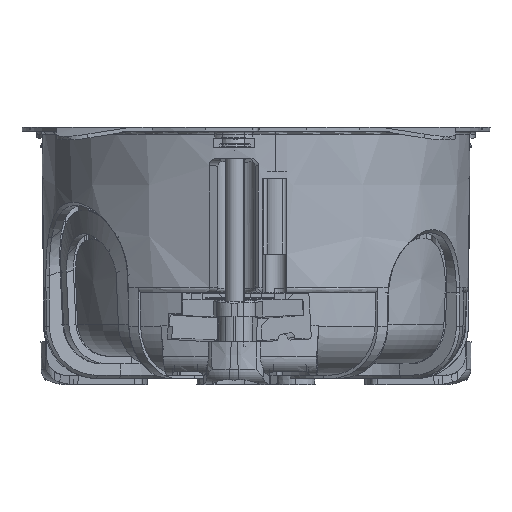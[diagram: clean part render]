
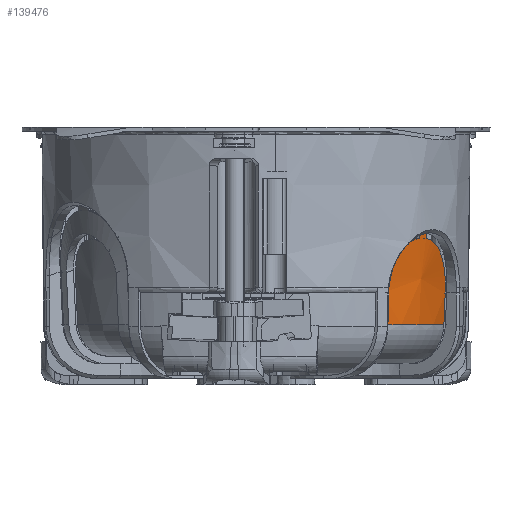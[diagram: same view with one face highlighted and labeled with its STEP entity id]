
A CAD part, left-side view. The second image highlights one B-rep face of the part: STEP entity #139476.
In plain terms, the highlighted conical face has half-angle 3 degrees and reference radius 31.029 mm.
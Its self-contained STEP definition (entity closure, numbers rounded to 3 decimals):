
#139405=AXIS2_PLACEMENT_3D('Cone Axis2P3D',#139402,#139403,#139404) ;
#139436=AXIS2_PLACEMENT_3D('Circle Axis2P3D',#139434,#139435,$) ;
#75235=CARTESIAN_POINT('Vertex',(-18.514,-25.838,-16.092)) ;
#75317=CARTESIAN_POINT('Vertex',(-17.021,-26.845,-16.092)) ;
#114202=CARTESIAN_POINT('Control Point',(-17.021,-26.845,-16.092)) ;
#114203=CARTESIAN_POINT('Control Point',(-17.529,-26.526,-16.036)) ;
#114204=CARTESIAN_POINT('Control Point',(-18.028,-26.19,-16.036)) ;
#114205=CARTESIAN_POINT('Control Point',(-18.514,-25.838,-16.092)) ;
#114224=CARTESIAN_POINT('Control Point',(-18.496,-25.799,-16.897)) ;
#114225=CARTESIAN_POINT('Control Point',(-18.505,-25.818,-16.494)) ;
#114226=CARTESIAN_POINT('Control Point',(-18.514,-25.838,-16.092)) ;
#114227=CARTESIAN_POINT('Vertex',(-18.496,-25.799,-16.897)) ;
#114276=CARTESIAN_POINT('Vertex',(-16.991,-26.813,-16.897)) ;
#114302=CARTESIAN_POINT('Control Point',(-16.991,-26.813,-16.897)) ;
#114303=CARTESIAN_POINT('Control Point',(-17.006,-26.829,-16.494)) ;
#114304=CARTESIAN_POINT('Control Point',(-17.021,-26.845,-16.092)) ;
#139402=CARTESIAN_POINT('Axis2P3D Location',(0.,0.,-30.54)) ;
#139408=CARTESIAN_POINT('Control Point',(-24.119,-19.934,-25.546)) ;
#139409=CARTESIAN_POINT('Control Point',(-24.126,-19.955,-25.185)) ;
#139410=CARTESIAN_POINT('Control Point',(-24.12,-19.991,-24.828)) ;
#139411=CARTESIAN_POINT('Control Point',(-24.103,-20.041,-24.483)) ;
#139412=CARTESIAN_POINT('Control Point',(-24.036,-20.188,-23.67)) ;
#139413=CARTESIAN_POINT('Control Point',(-23.918,-20.386,-22.951)) ;
#139414=CARTESIAN_POINT('Control Point',(-23.835,-20.515,-22.558)) ;
#139415=CARTESIAN_POINT('Control Point',(-23.548,-20.935,-21.436)) ;
#139416=CARTESIAN_POINT('Control Point',(-23.185,-21.407,-20.559)) ;
#139417=CARTESIAN_POINT('Control Point',(-22.919,-21.73,-20.045)) ;
#139418=CARTESIAN_POINT('Control Point',(-22.007,-22.783,-18.591)) ;
#139419=CARTESIAN_POINT('Control Point',(-20.946,-23.83,-17.708)) ;
#139420=CARTESIAN_POINT('Control Point',(-20.168,-24.522,-17.272)) ;
#139421=CARTESIAN_POINT('Control Point',(-19.349,-25.18,-17.005)) ;
#139422=CARTESIAN_POINT('Control Point',(-18.496,-25.799,-16.897)) ;
#139423=CARTESIAN_POINT('Vertex',(-24.119,-19.934,-25.546)) ;
#139427=CARTESIAN_POINT('Control Point',(-24.024,-19.637,-30.54)) ;
#139428=CARTESIAN_POINT('Control Point',(-24.056,-19.736,-28.875)) ;
#139429=CARTESIAN_POINT('Control Point',(-24.087,-19.835,-27.211)) ;
#139430=CARTESIAN_POINT('Control Point',(-24.119,-19.934,-25.546)) ;
#139431=CARTESIAN_POINT('Vertex',(-24.024,-19.637,-30.54)) ;
#139434=CARTESIAN_POINT('Axis2P3D Location',(0.,0.,-30.54)) ;
#139438=CARTESIAN_POINT('Vertex',(-9.208,-29.631,-30.54)) ;
#139442=CARTESIAN_POINT('Control Point',(-9.208,-29.631,-30.54)) ;
#139443=CARTESIAN_POINT('Control Point',(-9.288,-29.698,-28.875)) ;
#139444=CARTESIAN_POINT('Control Point',(-9.368,-29.764,-27.211)) ;
#139445=CARTESIAN_POINT('Control Point',(-9.447,-29.83,-25.546)) ;
#139446=CARTESIAN_POINT('Vertex',(-9.447,-29.83,-25.546)) ;
#139450=CARTESIAN_POINT('Control Point',(-16.991,-26.813,-16.897)) ;
#139451=CARTESIAN_POINT('Control Point',(-16.099,-27.372,-17.005)) ;
#139452=CARTESIAN_POINT('Control Point',(-15.181,-27.886,-17.272)) ;
#139453=CARTESIAN_POINT('Control Point',(-14.248,-28.347,-17.708)) ;
#139454=CARTESIAN_POINT('Control Point',(-12.88,-28.939,-18.591)) ;
#139455=CARTESIAN_POINT('Control Point',(-11.562,-29.391,-20.045)) ;
#139456=CARTESIAN_POINT('Control Point',(-11.163,-29.515,-20.559)) ;
#139457=CARTESIAN_POINT('Control Point',(-10.59,-29.676,-21.436)) ;
#139458=CARTESIAN_POINT('Control Point',(-10.093,-29.784,-22.558)) ;
#139459=CARTESIAN_POINT('Control Point',(-9.942,-29.813,-22.951)) ;
#139460=CARTESIAN_POINT('Control Point',(-9.714,-29.848,-23.67)) ;
#139461=CARTESIAN_POINT('Control Point',(-9.552,-29.855,-24.483)) ;
#139462=CARTESIAN_POINT('Control Point',(-9.5,-29.853,-24.828)) ;
#139463=CARTESIAN_POINT('Control Point',(-9.465,-29.845,-25.185)) ;
#139464=CARTESIAN_POINT('Control Point',(-9.447,-29.83,-25.546)) ;
#139403=DIRECTION('Axis2P3D Direction',(0.,0.,1.)) ;
#139404=DIRECTION('Axis2P3D XDirection',(0.479,-0.878,0.)) ;
#139435=DIRECTION('Axis2P3D Direction',(0.,0.,1.)) ;
#139467=ORIENTED_EDGE('',*,*,#139425,.F.) ;
#139468=ORIENTED_EDGE('',*,*,#139433,.F.) ;
#139469=ORIENTED_EDGE('',*,*,#139440,.T.) ;
#139470=ORIENTED_EDGE('',*,*,#139448,.T.) ;
#139471=ORIENTED_EDGE('',*,*,#139465,.F.) ;
#139472=ORIENTED_EDGE('',*,*,#114305,.T.) ;
#139473=ORIENTED_EDGE('',*,*,#114206,.T.) ;
#139474=ORIENTED_EDGE('',*,*,#114229,.F.) ;
#139476=ADVANCED_FACE('0011938\\4POSTESP40',(#139475),#139406,.T.) ;
#114201=B_SPLINE_CURVE_WITH_KNOTS('',3,(#114202,#114203,#114204,#114205),.UNSPECIFIED.,.F.,.U.,(4,4),(34.75,40.697),.UNSPECIFIED.) ;
#114223=B_SPLINE_CURVE_WITH_KNOTS('',2,(#114224,#114225,#114226),.UNSPECIFIED.,.F.,.U.,(3,3),(2.512,3.652),.UNSPECIFIED.) ;
#114301=B_SPLINE_CURVE_WITH_KNOTS('',2,(#114302,#114303,#114304),.UNSPECIFIED.,.F.,.U.,(3,3),(2.512,3.652),.UNSPECIFIED.) ;
#139407=B_SPLINE_CURVE_WITH_KNOTS('',5,(#139408,#139409,#139410,#139411,#139412,#139413,#139414,#139415,#139416,#139417,#139418,#139419,#139420,#139421,#139422),.UNSPECIFIED.,.F.,.U.,(6,3,3,3,6),(0.,2.56,6.295,14.113,31.538),.UNSPECIFIED.) ;
#139426=B_SPLINE_CURVE_WITH_KNOTS('',3,(#139427,#139428,#139429,#139430),.UNSPECIFIED.,.F.,.U.,(4,4),(0.,7.096),.UNSPECIFIED.) ;
#139441=B_SPLINE_CURVE_WITH_KNOTS('',3,(#139442,#139443,#139444,#139445),.UNSPECIFIED.,.F.,.U.,(4,4),(0.,7.096),.UNSPECIFIED.) ;
#139449=B_SPLINE_CURVE_WITH_KNOTS('',5,(#139450,#139451,#139452,#139453,#139454,#139455,#139456,#139457,#139458,#139459,#139460,#139461,#139462,#139463,#139464),.UNSPECIFIED.,.F.,.U.,(6,3,3,3,6),(37.539,54.965,62.782,66.518,69.077),.UNSPECIFIED.) ;
#139437=CIRCLE('generated circle',#139436,31.029) ;
#139406=CONICAL_SURFACE('Cone',#139405,31.029,0.052) ;
#114206=EDGE_CURVE('',#75318,#75236,#114201,.T.) ;
#114229=EDGE_CURVE('',#114228,#75236,#114223,.T.) ;
#114305=EDGE_CURVE('',#114277,#75318,#114301,.T.) ;
#139425=EDGE_CURVE('',#139424,#114228,#139407,.T.) ;
#139433=EDGE_CURVE('',#139432,#139424,#139426,.T.) ;
#139440=EDGE_CURVE('',#139432,#139439,#139437,.T.) ;
#139448=EDGE_CURVE('',#139439,#139447,#139441,.T.) ;
#139465=EDGE_CURVE('',#114277,#139447,#139449,.T.) ;
#139466=EDGE_LOOP('',(#139467,#139468,#139469,#139470,#139471,#139472,#139473,#139474)) ;
#139475=FACE_OUTER_BOUND('',#139466,.T.) ;
#75236=VERTEX_POINT('',#75235) ;
#75318=VERTEX_POINT('',#75317) ;
#114228=VERTEX_POINT('',#114227) ;
#114277=VERTEX_POINT('',#114276) ;
#139424=VERTEX_POINT('',#139423) ;
#139432=VERTEX_POINT('',#139431) ;
#139439=VERTEX_POINT('',#139438) ;
#139447=VERTEX_POINT('',#139446) ;
